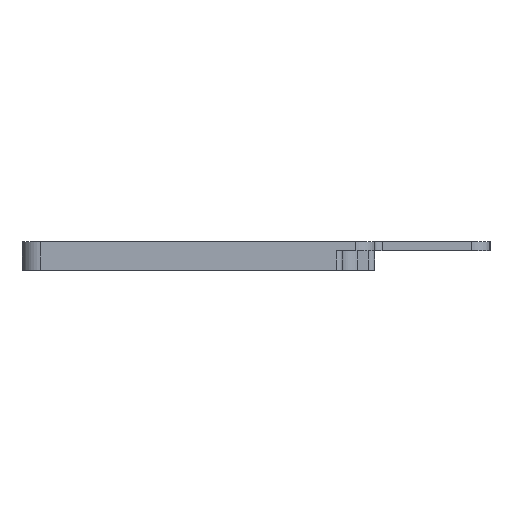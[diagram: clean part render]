
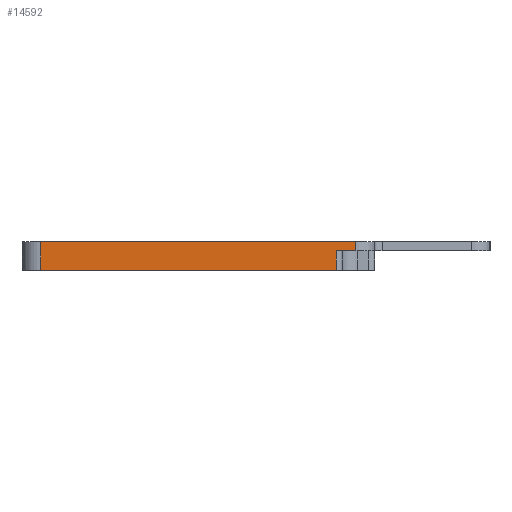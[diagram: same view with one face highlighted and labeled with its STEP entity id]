
A CAD part, left-side view. The second image highlights one B-rep face of the part: STEP entity #14592.
In plain terms, the highlighted planar face has unit normal (-1, 0, 0).
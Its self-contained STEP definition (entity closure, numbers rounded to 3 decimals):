
#391=PLANE('',#16171);
#1120=FACE_OUTER_BOUND('',#1886,.T.);
#1886=EDGE_LOOP('',(#13099,#13100,#13101,#13102,#13103,#13104));
#2654=LINE('',#23188,#3988);
#2813=LINE('',#23717,#4147);
#2823=LINE('',#23750,#4157);
#2825=LINE('',#23759,#4159);
#3257=LINE('',#25029,#4591);
#3258=LINE('',#25030,#4592);
#3988=VECTOR('',#18716,10.);
#4147=VECTOR('',#19171,10.);
#4157=VECTOR('',#19211,10.);
#4159=VECTOR('',#19221,10.);
#4591=VECTOR('',#20659,10.);
#4592=VECTOR('',#20660,10.);
#6325=VERTEX_POINT('',#23185);
#6326=VERTEX_POINT('',#23187);
#6548=VERTEX_POINT('',#23715);
#6556=VERTEX_POINT('',#23748);
#6559=VERTEX_POINT('',#23757);
#6894=VERTEX_POINT('',#25028);
#8123=EDGE_CURVE('',#6325,#6326,#2654,.T.);
#8419=EDGE_CURVE('',#6548,#6325,#2813,.T.);
#8435=EDGE_CURVE('',#6548,#6556,#2823,.T.);
#8440=EDGE_CURVE('',#6556,#6559,#2825,.T.);
#9074=EDGE_CURVE('',#6894,#6559,#3257,.T.);
#9075=EDGE_CURVE('',#6326,#6894,#3258,.T.);
#13099=ORIENTED_EDGE('',*,*,#8435,.T.);
#13100=ORIENTED_EDGE('',*,*,#8440,.T.);
#13101=ORIENTED_EDGE('',*,*,#9074,.F.);
#13102=ORIENTED_EDGE('',*,*,#9075,.F.);
#13103=ORIENTED_EDGE('',*,*,#8123,.F.);
#13104=ORIENTED_EDGE('',*,*,#8419,.F.);
#14592=ADVANCED_FACE('',(#1120),#391,.T.);
#16171=AXIS2_PLACEMENT_3D('',#25027,#20657,#20658);
#18716=DIRECTION('',(0.,1.,0.));
#19171=DIRECTION('',(0.,0.,-1.));
#19211=DIRECTION('',(0.,-1.,0.));
#19221=DIRECTION('',(0.,0.,1.));
#20657=DIRECTION('center_axis',(-1.,0.,0.));
#20658=DIRECTION('ref_axis',(0.,-1.,0.));
#20659=DIRECTION('',(0.,-1.,0.));
#20660=DIRECTION('',(0.,0.,1.));
#23185=CARTESIAN_POINT('',(-105.363,-22.343,0.));
#23187=CARTESIAN_POINT('',(-105.363,26.466,0.));
#23188=CARTESIAN_POINT('',(-105.363,-25.634,0.));
#23715=CARTESIAN_POINT('',(-105.363,-22.343,3.25));
#23717=CARTESIAN_POINT('',(-105.363,-22.343,0.));
#23748=CARTESIAN_POINT('',(-105.363,-25.634,3.25));
#23750=CARTESIAN_POINT('',(-105.363,0.286,3.25));
#23757=CARTESIAN_POINT('',(-105.363,-25.634,4.75));
#23759=CARTESIAN_POINT('',(-105.363,-25.634,0.));
#25027=CARTESIAN_POINT('Origin',(-105.363,26.466,0.));
#25028=CARTESIAN_POINT('',(-105.363,26.466,4.75));
#25029=CARTESIAN_POINT('',(-105.363,-25.634,4.75));
#25030=CARTESIAN_POINT('',(-105.363,26.466,0.));
